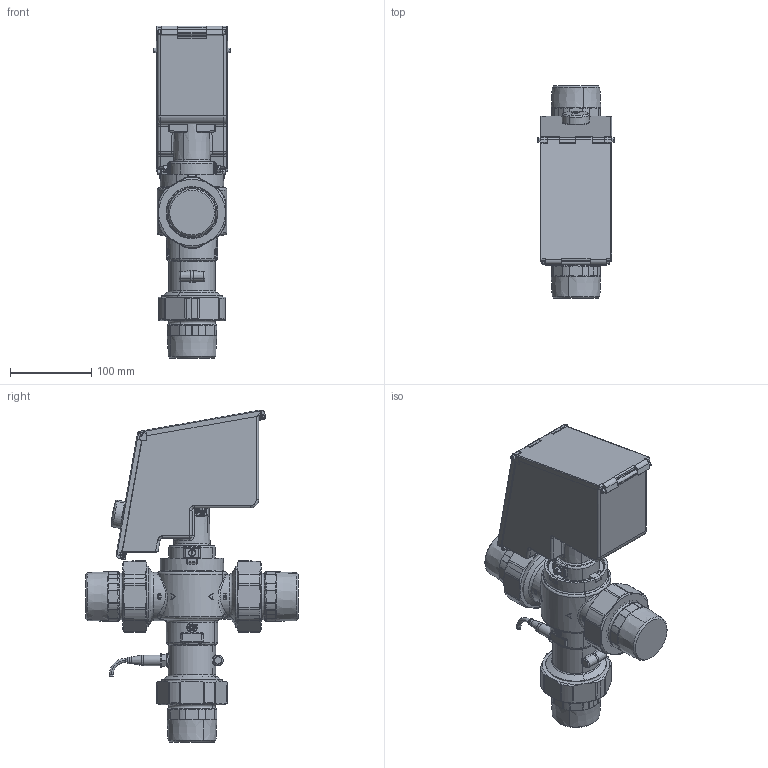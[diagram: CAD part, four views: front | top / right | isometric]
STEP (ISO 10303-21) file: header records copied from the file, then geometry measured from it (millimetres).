
FILE_DESCRIPTION(('CATIA V5 STEP Exchange'),'2;1');
FILE_NAME('STEP_600095_-_TST.stp','2017-11-23T08:34:04+00:00',('none'),('none'),'CATIA Version 5-6 Release 2016 SP4','CATIA V5 STEP AP203','none');
FILE_SCHEMA(('CONFIG_CONTROL_DESIGN'));
Products named in the file (1): _600095est0001_sw0001
Bounding box: 95.47 x 262 x 408.68 mm (x, y, z)
Surface area: 293793.7 mm2 (no closed solid volume)
Topology: 0 solids, 61 shells, 1561 faces, 4538 edges, 2867 vertices
Faces by surface type: bspline 495, cylinder 428, plane 269, cone 178, torus 137, sphere 54
Entity records: 75169 total; most frequent: CARTESIAN_POINT 43308, ORIENTED_EDGE 7616, EDGE_CURVE 4483, DIRECTION 4265, VERTEX_POINT 2867, AXIS2_PLACEMENT_3D 1920, ADVANCED_FACE 1561, EDGE_LOOP 1561
